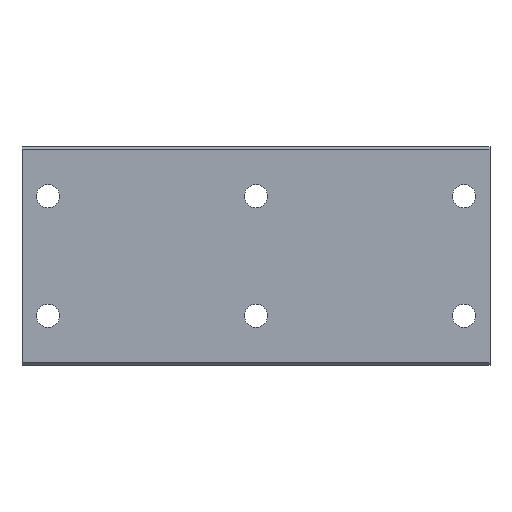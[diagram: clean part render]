
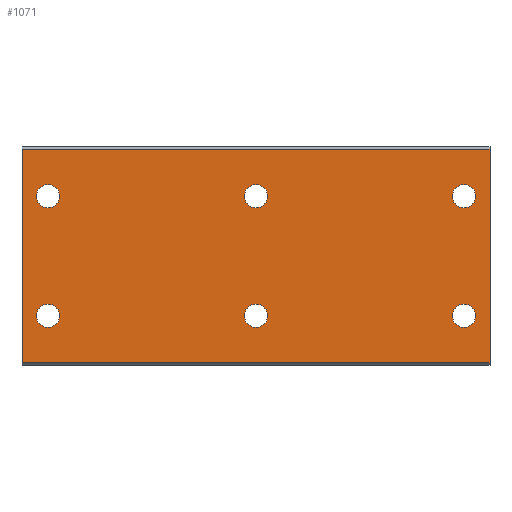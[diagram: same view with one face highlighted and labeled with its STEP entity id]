
A CAD part, front view. The second image highlights one B-rep face of the part: STEP entity #1071.
In plain terms, the highlighted planar face has unit normal (0, -1, 0).
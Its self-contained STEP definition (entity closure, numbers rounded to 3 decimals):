
#4 = EDGE_LOOP ( 'NONE', ( #1273, #218 ) ) ;
#9 = CIRCLE ( 'NONE', #1347, 2.25 ) ;
#12 = DIRECTION ( 'NONE',  ( 0., 0., -1. ) ) ;
#28 = EDGE_LOOP ( 'NONE', ( #172, #636, #1190, #49 ) ) ;
#49 = ORIENTED_EDGE ( 'NONE', *, *, #1179, .F. ) ;
#66 = CARTESIAN_POINT ( 'NONE',  ( 80., 0., 13.75 ) ) ;
#85 = DIRECTION ( 'NONE',  ( 0., 0., 1. ) ) ;
#86 = AXIS2_PLACEMENT_3D ( 'NONE', #1311, #760, #85 ) ;
#130 = DIRECTION ( 'NONE',  ( -1., 0., 0. ) ) ;
#131 = CARTESIAN_POINT ( 'NONE',  ( 85., 0., 20.5 ) ) ;
#139 = CARTESIAN_POINT ( 'NONE',  ( 85., 0., 20.5 ) ) ;
#166 = EDGE_LOOP ( 'NONE', ( #697, #1723 ) ) ;
#169 = ORIENTED_EDGE ( 'NONE', *, *, #621, .F. ) ;
#172 = ORIENTED_EDGE ( 'NONE', *, *, #1366, .F. ) ;
#173 = DIRECTION ( 'NONE',  ( 0., -1., 0. ) ) ;
#176 = DIRECTION ( 'NONE',  ( 0., -1., 0. ) ) ;
#184 = CIRCLE ( 'NONE', #1579, 2.25 ) ;
#218 = ORIENTED_EDGE ( 'NONE', *, *, #305, .F. ) ;
#230 = VERTEX_POINT ( 'NONE', #1402 ) ;
#246 = CARTESIAN_POINT ( 'NONE',  ( 0., 0., -9.25 ) ) ;
#248 = DIRECTION ( 'NONE',  ( 0., 0., 1. ) ) ;
#249 = EDGE_CURVE ( 'NONE', #838, #1508, #1181, .T. ) ;
#256 = AXIS2_PLACEMENT_3D ( 'NONE', #1731, #280, #428 ) ;
#280 = DIRECTION ( 'NONE',  ( 0., -1., 0. ) ) ;
#288 = AXIS2_PLACEMENT_3D ( 'NONE', #711, #176, #1107 ) ;
#298 = CARTESIAN_POINT ( 'NONE',  ( -5., 0., -20.5 ) ) ;
#305 = EDGE_CURVE ( 'NONE', #916, #1054, #184, .T. ) ;
#306 = DIRECTION ( 'NONE',  ( 0., 1., 0. ) ) ;
#311 = CIRCLE ( 'NONE', #733, 2.25 ) ;
#312 = CIRCLE ( 'NONE', #288, 2.25 ) ;
#326 = ORIENTED_EDGE ( 'NONE', *, *, #249, .F. ) ;
#335 = EDGE_LOOP ( 'NONE', ( #169, #1041 ) ) ;
#340 = CIRCLE ( 'NONE', #1519, 2.25 ) ;
#354 = CARTESIAN_POINT ( 'NONE',  ( 85., 0., -20.5 ) ) ;
#363 = VERTEX_POINT ( 'NONE', #401 ) ;
#382 = VERTEX_POINT ( 'NONE', #411 ) ;
#401 = CARTESIAN_POINT ( 'NONE',  ( -5., 0., 20.5 ) ) ;
#411 = CARTESIAN_POINT ( 'NONE',  ( 80., 0., -13.75 ) ) ;
#416 = CARTESIAN_POINT ( 'NONE',  ( 80., 0., 9.25 ) ) ;
#418 = DIRECTION ( 'NONE',  ( 0., -1., 0. ) ) ;
#424 = DIRECTION ( 'NONE',  ( 0., -1., 0. ) ) ;
#428 = DIRECTION ( 'NONE',  ( 0., 0., 1. ) ) ;
#430 = VERTEX_POINT ( 'NONE', #1626 ) ;
#448 = EDGE_CURVE ( 'NONE', #430, #382, #980, .T. ) ;
#449 = FACE_BOUND ( 'NONE', #335, .T. ) ;
#453 = CARTESIAN_POINT ( 'NONE',  ( 40., 0., 9.25 ) ) ;
#458 = FACE_BOUND ( 'NONE', #4, .T. ) ;
#466 = FACE_BOUND ( 'NONE', #1466, .T. ) ;
#508 = VECTOR ( 'NONE', #905, 1000. ) ;
#522 = DIRECTION ( 'NONE',  ( 0., 0., 1. ) ) ;
#535 = AXIS2_PLACEMENT_3D ( 'NONE', #1340, #418, #536 ) ;
#536 = DIRECTION ( 'NONE',  ( 0., 0., 1. ) ) ;
#559 = CARTESIAN_POINT ( 'NONE',  ( 40., 0., -11.5 ) ) ;
#563 = DIRECTION ( 'NONE',  ( 0., 0., 1. ) ) ;
#570 = CARTESIAN_POINT ( 'NONE',  ( 40., 0., -9.25 ) ) ;
#571 = VECTOR ( 'NONE', #130, 1000. ) ;
#610 = DIRECTION ( 'NONE',  ( 0., 0., 1. ) ) ;
#621 = EDGE_CURVE ( 'NONE', #1676, #230, #311, .T. ) ;
#627 = AXIS2_PLACEMENT_3D ( 'NONE', #1105, #173, #732 ) ;
#634 = DIRECTION ( 'NONE',  ( 0., -1., 0. ) ) ;
#636 = ORIENTED_EDGE ( 'NONE', *, *, #815, .F. ) ;
#655 = DIRECTION ( 'NONE',  ( 0., -1., 0. ) ) ;
#677 = ORIENTED_EDGE ( 'NONE', *, *, #1260, .F. ) ;
#678 = VECTOR ( 'NONE', #12, 1000. ) ;
#697 = ORIENTED_EDGE ( 'NONE', *, *, #923, .F. ) ;
#705 = CARTESIAN_POINT ( 'NONE',  ( 0., 0., 11.5 ) ) ;
#711 = CARTESIAN_POINT ( 'NONE',  ( 40., 0., 11.5 ) ) ;
#720 = EDGE_CURVE ( 'NONE', #1504, #1167, #848, .T. ) ;
#728 = EDGE_CURVE ( 'NONE', #363, #1388, #1025, .T. ) ;
#730 = DIRECTION ( 'NONE',  ( 0., 0., 1. ) ) ;
#732 = DIRECTION ( 'NONE',  ( 0., 0., 1. ) ) ;
#733 = AXIS2_PLACEMENT_3D ( 'NONE', #793, #1563, #1023 ) ;
#760 = DIRECTION ( 'NONE',  ( 0., -1., 0. ) ) ;
#770 = DIRECTION ( 'NONE',  ( 1., 0., 0. ) ) ;
#774 = CARTESIAN_POINT ( 'NONE',  ( 0., 0., -11.5 ) ) ;
#793 = CARTESIAN_POINT ( 'NONE',  ( 0., 0., -11.5 ) ) ;
#798 = LINE ( 'NONE', #1329, #571 ) ;
#807 = VERTEX_POINT ( 'NONE', #298 ) ;
#815 = EDGE_CURVE ( 'NONE', #1388, #1130, #1632, .T. ) ;
#838 = VERTEX_POINT ( 'NONE', #416 ) ;
#848 = CIRCLE ( 'NONE', #86, 2.25 ) ;
#854 = AXIS2_PLACEMENT_3D ( 'NONE', #1587, #634, #248 ) ;
#865 = CARTESIAN_POINT ( 'NONE',  ( 80., 0., 11.5 ) ) ;
#873 = AXIS2_PLACEMENT_3D ( 'NONE', #1375, #306, #610 ) ;
#891 = EDGE_CURVE ( 'NONE', #382, #430, #1572, .T. ) ;
#905 = DIRECTION ( 'NONE',  ( 0., 0., 1. ) ) ;
#916 = VERTEX_POINT ( 'NONE', #1098 ) ;
#923 = EDGE_CURVE ( 'NONE', #1095, #1403, #312, .T. ) ;
#941 = DIRECTION ( 'NONE',  ( 0., 0., 1. ) ) ;
#979 = EDGE_LOOP ( 'NONE', ( #1336, #1450 ) ) ;
#980 = CIRCLE ( 'NONE', #535, 2.25 ) ;
#988 = FACE_BOUND ( 'NONE', #979, .T. ) ;
#1023 = DIRECTION ( 'NONE',  ( 0., 0., 1. ) ) ;
#1025 = LINE ( 'NONE', #1141, #1290 ) ;
#1041 = ORIENTED_EDGE ( 'NONE', *, *, #1652, .F. ) ;
#1054 = VERTEX_POINT ( 'NONE', #1132 ) ;
#1071 = ADVANCED_FACE ( 'NONE', ( #1099, #449, #466, #1507, #1246, #458, #988 ), #1254, .F. ) ;
#1078 = DIRECTION ( 'NONE',  ( 0., -1., 0. ) ) ;
#1095 = VERTEX_POINT ( 'NONE', #1108 ) ;
#1098 = CARTESIAN_POINT ( 'NONE',  ( 0., 0., 9.25 ) ) ;
#1099 = FACE_OUTER_BOUND ( 'NONE', #28, .T. ) ;
#1105 = CARTESIAN_POINT ( 'NONE',  ( 80., 0., 11.5 ) ) ;
#1107 = DIRECTION ( 'NONE',  ( 0., 0., 1. ) ) ;
#1108 = CARTESIAN_POINT ( 'NONE',  ( 40., 0., 13.75 ) ) ;
#1130 = VERTEX_POINT ( 'NONE', #354 ) ;
#1132 = CARTESIAN_POINT ( 'NONE',  ( 0., 0., 13.75 ) ) ;
#1141 = CARTESIAN_POINT ( 'NONE',  ( 85., 0., 20.5 ) ) ;
#1151 = LINE ( 'NONE', #1443, #508 ) ;
#1152 = CIRCLE ( 'NONE', #627, 2.25 ) ;
#1167 = VERTEX_POINT ( 'NONE', #1575 ) ;
#1179 = EDGE_CURVE ( 'NONE', #807, #363, #1151, .T. ) ;
#1181 = CIRCLE ( 'NONE', #1214, 2.25 ) ;
#1190 = ORIENTED_EDGE ( 'NONE', *, *, #728, .F. ) ;
#1202 = EDGE_CURVE ( 'NONE', #1403, #1095, #1207, .T. ) ;
#1203 = CARTESIAN_POINT ( 'NONE',  ( 0., 0., 11.5 ) ) ;
#1207 = CIRCLE ( 'NONE', #854, 2.25 ) ;
#1213 = DIRECTION ( 'NONE',  ( 0., 0., 1. ) ) ;
#1214 = AXIS2_PLACEMENT_3D ( 'NONE', #865, #1665, #730 ) ;
#1237 = EDGE_CURVE ( 'NONE', #1054, #916, #340, .T. ) ;
#1238 = DIRECTION ( 'NONE',  ( 0., -1., 0. ) ) ;
#1246 = FACE_BOUND ( 'NONE', #166, .T. ) ;
#1247 = EDGE_LOOP ( 'NONE', ( #1729, #326 ) ) ;
#1254 = PLANE ( 'NONE',  #873 ) ;
#1260 = EDGE_CURVE ( 'NONE', #1167, #1504, #9, .T. ) ;
#1273 = ORIENTED_EDGE ( 'NONE', *, *, #1237, .F. ) ;
#1290 = VECTOR ( 'NONE', #770, 1000. ) ;
#1311 = CARTESIAN_POINT ( 'NONE',  ( 40., 0., -11.5 ) ) ;
#1329 = CARTESIAN_POINT ( 'NONE',  ( 85., 0., -20.5 ) ) ;
#1336 = ORIENTED_EDGE ( 'NONE', *, *, #448, .F. ) ;
#1340 = CARTESIAN_POINT ( 'NONE',  ( 80., 0., -11.5 ) ) ;
#1347 = AXIS2_PLACEMENT_3D ( 'NONE', #559, #424, #1213 ) ;
#1366 = EDGE_CURVE ( 'NONE', #1130, #807, #798, .T. ) ;
#1375 = CARTESIAN_POINT ( 'NONE',  ( 85., 0., 20.5 ) ) ;
#1388 = VERTEX_POINT ( 'NONE', #139 ) ;
#1402 = CARTESIAN_POINT ( 'NONE',  ( 0., 0., -13.75 ) ) ;
#1403 = VERTEX_POINT ( 'NONE', #453 ) ;
#1443 = CARTESIAN_POINT ( 'NONE',  ( -5., 0., 20.5 ) ) ;
#1450 = ORIENTED_EDGE ( 'NONE', *, *, #891, .F. ) ;
#1462 = EDGE_CURVE ( 'NONE', #1508, #838, #1152, .T. ) ;
#1466 = EDGE_LOOP ( 'NONE', ( #1493, #677 ) ) ;
#1493 = ORIENTED_EDGE ( 'NONE', *, *, #720, .F. ) ;
#1504 = VERTEX_POINT ( 'NONE', #570 ) ;
#1507 = FACE_BOUND ( 'NONE', #1247, .T. ) ;
#1508 = VERTEX_POINT ( 'NONE', #66 ) ;
#1519 = AXIS2_PLACEMENT_3D ( 'NONE', #1203, #1078, #941 ) ;
#1522 = AXIS2_PLACEMENT_3D ( 'NONE', #774, #655, #522 ) ;
#1563 = DIRECTION ( 'NONE',  ( 0., -1., 0. ) ) ;
#1572 = CIRCLE ( 'NONE', #256, 2.25 ) ;
#1575 = CARTESIAN_POINT ( 'NONE',  ( 40., 0., -13.75 ) ) ;
#1579 = AXIS2_PLACEMENT_3D ( 'NONE', #705, #1238, #563 ) ;
#1587 = CARTESIAN_POINT ( 'NONE',  ( 40., 0., 11.5 ) ) ;
#1608 = CIRCLE ( 'NONE', #1522, 2.25 ) ;
#1626 = CARTESIAN_POINT ( 'NONE',  ( 80., 0., -9.25 ) ) ;
#1632 = LINE ( 'NONE', #131, #678 ) ;
#1652 = EDGE_CURVE ( 'NONE', #230, #1676, #1608, .T. ) ;
#1665 = DIRECTION ( 'NONE',  ( 0., -1., 0. ) ) ;
#1676 = VERTEX_POINT ( 'NONE', #246 ) ;
#1723 = ORIENTED_EDGE ( 'NONE', *, *, #1202, .F. ) ;
#1729 = ORIENTED_EDGE ( 'NONE', *, *, #1462, .F. ) ;
#1731 = CARTESIAN_POINT ( 'NONE',  ( 80., 0., -11.5 ) ) ;
